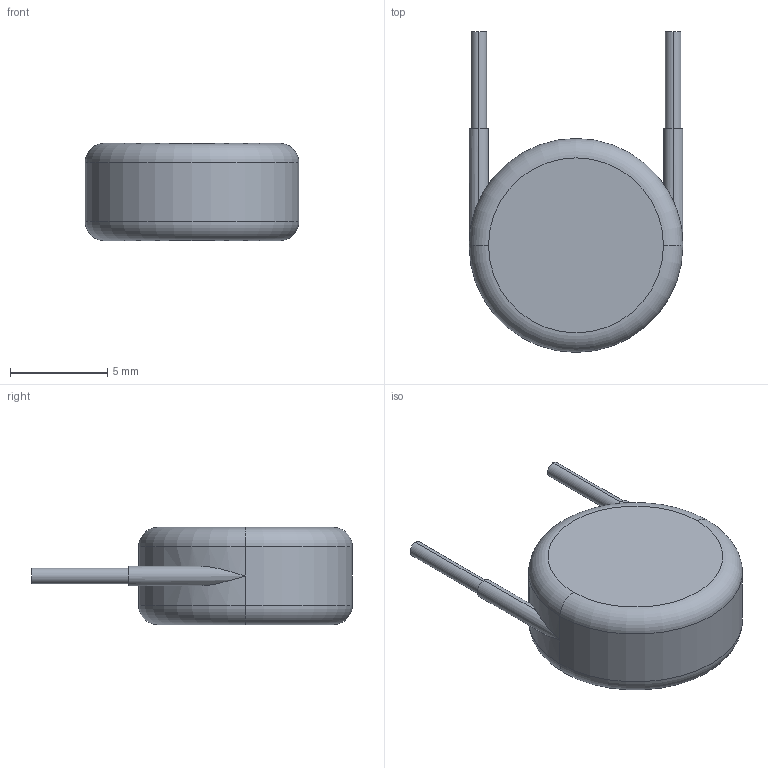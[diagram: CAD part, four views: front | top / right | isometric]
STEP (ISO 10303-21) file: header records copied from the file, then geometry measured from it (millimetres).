
FILE_DESCRIPTION (( 'STEP AP214' ), '1' );
FILE_NAME ('User Library-capacitor 10mm pitch.STEP', '2017-11-30T03:59:16', ( '' ), ( '' ), 'SwSTEP 2.0', 'SolidWorks 2017', '' );
FILE_SCHEMA (( 'AUTOMOTIVE_DESIGN' ));
Length unit declared in the file: millimetre
Products named in the file (1): User Library-capacitor 10mm pitch
Bounding box: 11 x 16.5 x 5 mm (x, y, z)
Volume: 471.9 mm3; surface area: 379.3 mm2
Topology: 1 solids, 1 shells, 20 faces, 42 edges, 26 vertices
Faces by surface type: cylinder 10, plane 6, torus 4
Entity records: 846 total; most frequent: CARTESIAN_POINT 151, DIRECTION 102, ORIENTED_EDGE 84, AXIS2_PLACEMENT_3D 45, EDGE_CURVE 42, VERTEX_POINT 26, CIRCLE 24, UNCERTAINTY_MEASURE_WITH_UNIT 23
